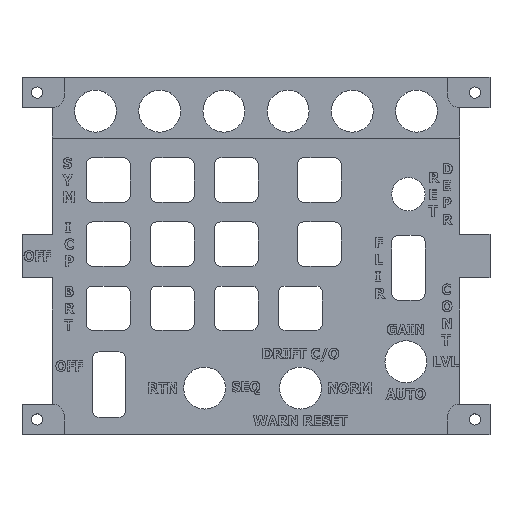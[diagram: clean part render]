
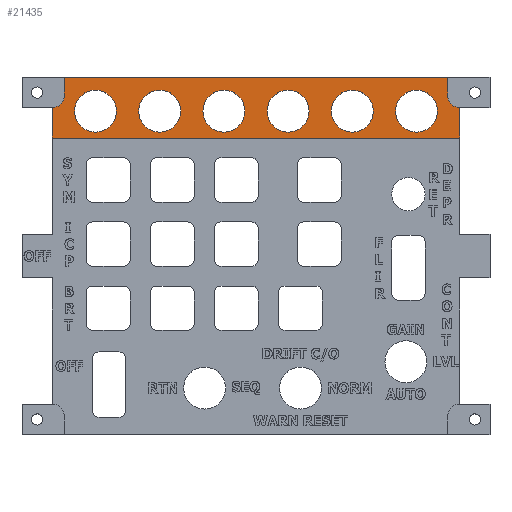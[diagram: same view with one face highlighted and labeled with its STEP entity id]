
A CAD part, top view. The second image highlights one B-rep face of the part: STEP entity #21435.
In plain terms, the highlighted planar face has unit normal (0, 0, 1).
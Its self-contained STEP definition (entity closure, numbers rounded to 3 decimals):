
#160=CIRCLE('',#22208,3.501);
#163=CIRCLE('',#22216,3.501);
#221=CIRCLE('',#22394,6.22);
#223=CIRCLE('',#22397,6.22);
#225=CIRCLE('',#22400,6.22);
#227=CIRCLE('',#22403,6.22);
#229=CIRCLE('',#22406,6.22);
#231=CIRCLE('',#22409,6.22);
#352=FACE_BOUND('',#3642,.T.);
#353=FACE_BOUND('',#3643,.T.);
#354=FACE_BOUND('',#3644,.T.);
#355=FACE_BOUND('',#3645,.T.);
#356=FACE_BOUND('',#3646,.T.);
#357=FACE_BOUND('',#3647,.T.);
#2405=FACE_OUTER_BOUND('',#3641,.T.);
#3641=EDGE_LOOP('',(#19349,#19350,#19351,#19352,#19353,#19354,#19355,#19356));
#3642=EDGE_LOOP('',(#19357));
#3643=EDGE_LOOP('',(#19358));
#3644=EDGE_LOOP('',(#19359));
#3645=EDGE_LOOP('',(#19360));
#3646=EDGE_LOOP('',(#19361));
#3647=EDGE_LOOP('',(#19362));
#5762=LINE('',#36255,#8076);
#5779=LINE('',#36300,#8093);
#5793=LINE('',#36326,#8107);
#5974=LINE('',#36826,#8288);
#5977=LINE('',#36831,#8291);
#5978=LINE('',#36832,#8292);
#8076=VECTOR('',#25971,10.);
#8093=VECTOR('',#26012,10.);
#8107=VECTOR('',#26034,10.);
#8288=VECTOR('',#26595,10.);
#8291=VECTOR('',#26602,10.);
#8292=VECTOR('',#26603,10.);
#10200=VERTEX_POINT('',#36253);
#10201=VERTEX_POINT('',#36254);
#10204=VERTEX_POINT('',#36262);
#10213=VERTEX_POINT('',#36290);
#10214=VERTEX_POINT('',#36291);
#10217=VERTEX_POINT('',#36299);
#10340=VERTEX_POINT('',#36783);
#10342=VERTEX_POINT('',#36789);
#10344=VERTEX_POINT('',#36795);
#10346=VERTEX_POINT('',#36801);
#10348=VERTEX_POINT('',#36807);
#10350=VERTEX_POINT('',#36813);
#10353=VERTEX_POINT('',#36823);
#10354=VERTEX_POINT('',#36825);
#13121=EDGE_CURVE('',#10200,#10201,#5762,.T.);
#13125=EDGE_CURVE('',#10204,#10200,#160,.T.);
#13139=EDGE_CURVE('',#10213,#10214,#163,.T.);
#13143=EDGE_CURVE('',#10217,#10213,#5779,.T.);
#13157=EDGE_CURVE('',#10201,#10217,#5793,.T.);
#13385=EDGE_CURVE('',#10340,#10340,#221,.T.);
#13388=EDGE_CURVE('',#10342,#10342,#223,.T.);
#13391=EDGE_CURVE('',#10344,#10344,#225,.T.);
#13394=EDGE_CURVE('',#10346,#10346,#227,.T.);
#13397=EDGE_CURVE('',#10348,#10348,#229,.T.);
#13400=EDGE_CURVE('',#10350,#10350,#231,.T.);
#13406=EDGE_CURVE('',#10354,#10353,#5974,.T.);
#13409=EDGE_CURVE('',#10214,#10354,#5977,.T.);
#13410=EDGE_CURVE('',#10353,#10204,#5978,.T.);
#19349=ORIENTED_EDGE('',*,*,#13121,.T.);
#19350=ORIENTED_EDGE('',*,*,#13157,.T.);
#19351=ORIENTED_EDGE('',*,*,#13143,.T.);
#19352=ORIENTED_EDGE('',*,*,#13139,.T.);
#19353=ORIENTED_EDGE('',*,*,#13409,.T.);
#19354=ORIENTED_EDGE('',*,*,#13406,.T.);
#19355=ORIENTED_EDGE('',*,*,#13410,.T.);
#19356=ORIENTED_EDGE('',*,*,#13125,.T.);
#19357=ORIENTED_EDGE('',*,*,#13400,.T.);
#19358=ORIENTED_EDGE('',*,*,#13397,.T.);
#19359=ORIENTED_EDGE('',*,*,#13394,.T.);
#19360=ORIENTED_EDGE('',*,*,#13391,.T.);
#19361=ORIENTED_EDGE('',*,*,#13388,.T.);
#19362=ORIENTED_EDGE('',*,*,#13385,.T.);
#20318=PLANE('',#22414);
#21435=ADVANCED_FACE('',(#2405,#352,#353,#354,#355,#356,#357),#20318,.T.);
#22208=AXIS2_PLACEMENT_3D('',#36263,#25977,#25978);
#22216=AXIS2_PLACEMENT_3D('',#36292,#26004,#26005);
#22394=AXIS2_PLACEMENT_3D('',#36784,#26548,#26549);
#22397=AXIS2_PLACEMENT_3D('',#36790,#26555,#26556);
#22400=AXIS2_PLACEMENT_3D('',#36796,#26562,#26563);
#22403=AXIS2_PLACEMENT_3D('',#36802,#26569,#26570);
#22406=AXIS2_PLACEMENT_3D('',#36808,#26576,#26577);
#22409=AXIS2_PLACEMENT_3D('',#36814,#26583,#26584);
#22414=AXIS2_PLACEMENT_3D('',#36830,#26600,#26601);
#25971=DIRECTION('',(0.,1.,0.));
#25977=DIRECTION('center_axis',(0.,0.,-1.));
#25978=DIRECTION('ref_axis',(-1.,0.,0.));
#26004=DIRECTION('center_axis',(0.,0.,-1.));
#26005=DIRECTION('ref_axis',(0.,-1.,0.));
#26012=DIRECTION('',(0.,-1.,0.));
#26034=DIRECTION('',(-1.,0.,0.));
#26548=DIRECTION('center_axis',(0.,0.,-1.));
#26549=DIRECTION('ref_axis',(-1.,0.,0.));
#26555=DIRECTION('center_axis',(0.,0.,-1.));
#26556=DIRECTION('ref_axis',(-1.,0.,0.));
#26562=DIRECTION('center_axis',(0.,0.,-1.));
#26563=DIRECTION('ref_axis',(-1.,0.,0.));
#26569=DIRECTION('center_axis',(0.,0.,-1.));
#26570=DIRECTION('ref_axis',(-1.,0.,0.));
#26576=DIRECTION('center_axis',(0.,0.,-1.));
#26577=DIRECTION('ref_axis',(-1.,0.,0.));
#26583=DIRECTION('center_axis',(0.,0.,-1.));
#26584=DIRECTION('ref_axis',(-1.,0.,0.));
#26595=DIRECTION('',(1.,0.,0.));
#26600=DIRECTION('center_axis',(0.,0.,1.));
#26601=DIRECTION('ref_axis',(1.,0.,0.));
#26602=DIRECTION('',(0.,-1.,0.));
#26603=DIRECTION('',(0.,1.,0.));
#36253=CARTESIAN_POINT('',(117.35,-5.583,5.));
#36254=CARTESIAN_POINT('',(117.35,0.,5.));
#36255=CARTESIAN_POINT('',(117.35,-7.291,5.));
#36262=CARTESIAN_POINT('',(120.85,-9.,5.));
#36263=CARTESIAN_POINT('Origin',(120.85,-5.499,5.));
#36290=CARTESIAN_POINT('',(3.5,-5.583,5.));
#36291=CARTESIAN_POINT('',(0.,-9.,5.));
#36292=CARTESIAN_POINT('Origin',(0.,-5.499,5.));
#36299=CARTESIAN_POINT('',(3.5,0.,5.));
#36300=CARTESIAN_POINT('',(3.5,-4.5,5.));
#36326=CARTESIAN_POINT('',(129.85,0.,5.));
#36783=CARTESIAN_POINT('',(114.27,-10.03,5.));
#36784=CARTESIAN_POINT('Origin',(108.05,-10.03,5.));
#36789=CARTESIAN_POINT('',(95.22,-10.03,5.));
#36790=CARTESIAN_POINT('Origin',(89.,-10.03,5.));
#36795=CARTESIAN_POINT('',(76.17,-10.03,5.));
#36796=CARTESIAN_POINT('Origin',(69.95,-10.03,5.));
#36801=CARTESIAN_POINT('',(57.12,-10.03,5.));
#36802=CARTESIAN_POINT('Origin',(50.9,-10.03,5.));
#36807=CARTESIAN_POINT('',(38.07,-10.03,5.));
#36808=CARTESIAN_POINT('Origin',(31.85,-10.03,5.));
#36813=CARTESIAN_POINT('',(19.02,-10.03,5.));
#36814=CARTESIAN_POINT('Origin',(12.8,-10.03,5.));
#36823=CARTESIAN_POINT('',(120.85,-18.,5.));
#36825=CARTESIAN_POINT('',(0.,-18.,5.));
#36826=CARTESIAN_POINT('',(0.,-18.,5.));
#36830=CARTESIAN_POINT('Origin',(60.425,-9.,5.));
#36831=CARTESIAN_POINT('',(0.,-9.,5.));
#36832=CARTESIAN_POINT('',(120.85,-46.5,5.));
